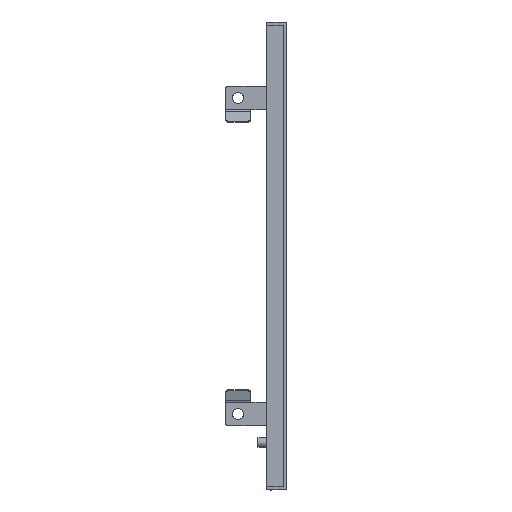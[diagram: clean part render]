
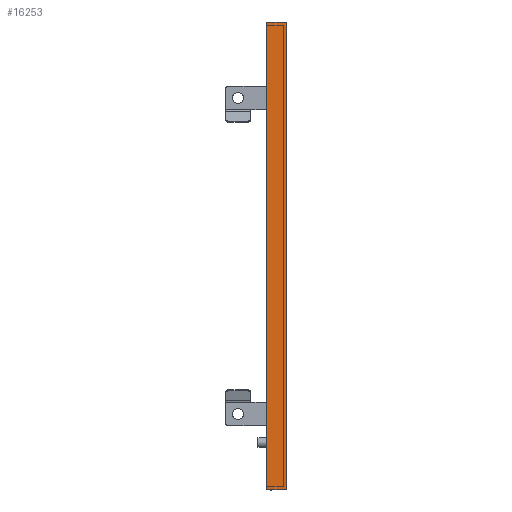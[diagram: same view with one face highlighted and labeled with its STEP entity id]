
A CAD part, front view. The second image highlights one B-rep face of the part: STEP entity #16253.
In plain terms, the highlighted planar face has unit normal (0, -1, 0).
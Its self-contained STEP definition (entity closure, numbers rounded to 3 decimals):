
#145 = VERTEX_POINT ( 'NONE', #9461 ) ;
#172 = DIRECTION ( 'NONE',  ( -1., 0., 0. ) ) ;
#1088 = CARTESIAN_POINT ( 'NONE',  ( 2.928, -397.5, 148. ) ) ;
#1926 = CARTESIAN_POINT ( 'NONE',  ( 2.928, -397.5, -148. ) ) ;
#2103 = FACE_OUTER_BOUND ( 'NONE', #17319, .T. ) ;
#3363 = LINE ( 'NONE', #1926, #15633 ) ;
#3649 = DIRECTION ( 'NONE',  ( 0., 0., 1. ) ) ;
#5212 = PLANE ( 'NONE',  #10737 ) ;
#5318 = EDGE_CURVE ( 'NONE', #11301, #145, #3363, .T. ) ;
#6242 = CARTESIAN_POINT ( 'NONE',  ( 0., -397.5, 148. ) ) ;
#7447 = VECTOR ( 'NONE', #13312, 1000. ) ;
#7878 = EDGE_CURVE ( 'NONE', #11301, #14920, #17863, .T. ) ;
#8692 = VERTEX_POINT ( 'NONE', #11070 ) ;
#9461 = CARTESIAN_POINT ( 'NONE',  ( -12.5, -397.5, -148. ) ) ;
#10308 = VECTOR ( 'NONE', #11030, 1000. ) ;
#10665 = ORIENTED_EDGE ( 'NONE', *, *, #7878, .T. ) ;
#10737 = AXIS2_PLACEMENT_3D ( 'NONE', #18165, #11634, #17956 ) ;
#11030 = DIRECTION ( 'NONE',  ( -1., 0., 0. ) ) ;
#11033 = EDGE_CURVE ( 'NONE', #8692, #145, #19514, .T. ) ;
#11070 = CARTESIAN_POINT ( 'NONE',  ( -12.5, -397.5, 148. ) ) ;
#11252 = ORIENTED_EDGE ( 'NONE', *, *, #5318, .F. ) ;
#11301 = VERTEX_POINT ( 'NONE', #18875 ) ;
#11634 = DIRECTION ( 'NONE',  ( 0., 1., 0. ) ) ;
#13117 = CARTESIAN_POINT ( 'NONE',  ( 0., -397.5, 0. ) ) ;
#13312 = DIRECTION ( 'NONE',  ( 0., 0., -1. ) ) ;
#14920 = VERTEX_POINT ( 'NONE', #6242 ) ;
#15633 = VECTOR ( 'NONE', #172, 1000. ) ;
#16224 = CARTESIAN_POINT ( 'NONE',  ( -12.5, -397.5, 0. ) ) ;
#16253 = ADVANCED_FACE ( 'NONE', ( #2103 ), #5212, .F. ) ;
#16982 = ORIENTED_EDGE ( 'NONE', *, *, #20453, .T. ) ;
#17319 = EDGE_LOOP ( 'NONE', ( #11252, #10665, #16982, #20137 ) ) ;
#17863 = LINE ( 'NONE', #13117, #19615 ) ;
#17956 = DIRECTION ( 'NONE',  ( 0., 0., -1. ) ) ;
#18165 = CARTESIAN_POINT ( 'NONE',  ( -2., -397.5, 0. ) ) ;
#18405 = LINE ( 'NONE', #1088, #10308 ) ;
#18875 = CARTESIAN_POINT ( 'NONE',  ( 0., -397.5, -148. ) ) ;
#19514 = LINE ( 'NONE', #16224, #7447 ) ;
#19615 = VECTOR ( 'NONE', #3649, 1000. ) ;
#20137 = ORIENTED_EDGE ( 'NONE', *, *, #11033, .T. ) ;
#20453 = EDGE_CURVE ( 'NONE', #14920, #8692, #18405, .T. ) ;
